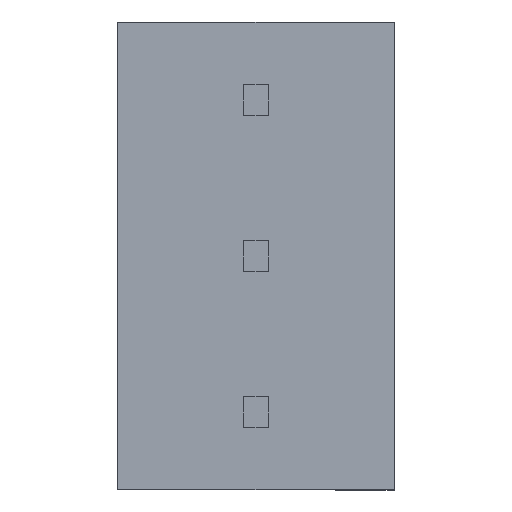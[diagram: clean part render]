
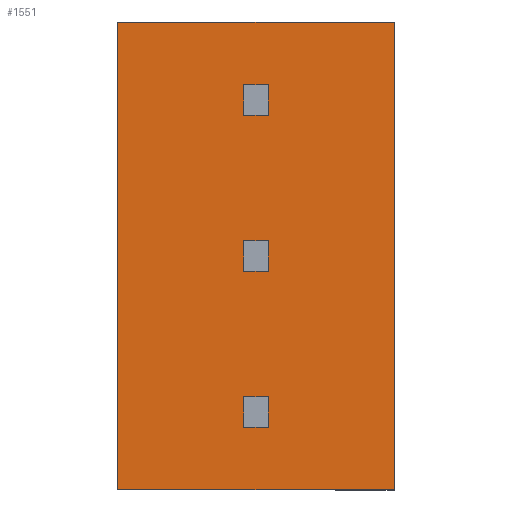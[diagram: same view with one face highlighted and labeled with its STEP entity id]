
A CAD part, front view. The second image highlights one B-rep face of the part: STEP entity #1551.
In plain terms, the highlighted planar face has unit normal (0, -1, 0).
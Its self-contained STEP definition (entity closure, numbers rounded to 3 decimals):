
#26 = CARTESIAN_POINT ( 'NONE',  ( 4.1, 0., -2.04 ) ) ;
#119 = ORIENTED_EDGE ( 'NONE', *, *, #242, .F. ) ;
#137 = VECTOR ( 'NONE', #2978, 1000. ) ;
#143 = DIRECTION ( 'NONE',  ( 1., 0., 0. ) ) ;
#158 = CARTESIAN_POINT ( 'NONE',  ( 9., 0., -15.24 ) ) ;
#170 = DIRECTION ( 'NONE',  ( 0., 0., -1. ) ) ;
#179 = VERTEX_POINT ( 'NONE', #1802 ) ;
#182 = ORIENTED_EDGE ( 'NONE', *, *, #970, .F. ) ;
#189 = CARTESIAN_POINT ( 'NONE',  ( 0., 0., -15.24 ) ) ;
#192 = EDGE_CURVE ( 'NONE', #1153, #2444, #1457, .T. ) ;
#210 = CARTESIAN_POINT ( 'NONE',  ( 4.1, 0., -12.2 ) ) ;
#214 = VECTOR ( 'NONE', #2862, 1000. ) ;
#222 = DIRECTION ( 'NONE',  ( 0., 0., -1. ) ) ;
#242 = EDGE_CURVE ( 'NONE', #937, #2608, #497, .T. ) ;
#243 = FACE_BOUND ( 'NONE', #778, .T. ) ;
#249 = VERTEX_POINT ( 'NONE', #189 ) ;
#304 = CARTESIAN_POINT ( 'NONE',  ( 4.1, 0., -12.2 ) ) ;
#309 = LINE ( 'NONE', #1660, #214 ) ;
#330 = EDGE_CURVE ( 'NONE', #2480, #179, #1232, .T. ) ;
#332 = CARTESIAN_POINT ( 'NONE',  ( 4.666, 0., 0. ) ) ;
#383 = CARTESIAN_POINT ( 'NONE',  ( 4.1, 0., -2.54 ) ) ;
#401 = VERTEX_POINT ( 'NONE', #210 ) ;
#456 = DIRECTION ( 'NONE',  ( 0., 0., 1. ) ) ;
#457 = DIRECTION ( 'NONE',  ( 1., 0., 0. ) ) ;
#471 = CARTESIAN_POINT ( 'NONE',  ( 4.1, 0., -2.04 ) ) ;
#497 = LINE ( 'NONE', #383, #898 ) ;
#529 = VECTOR ( 'NONE', #457, 1000. ) ;
#536 = LINE ( 'NONE', #3093, #768 ) ;
#555 = VECTOR ( 'NONE', #2191, 1000. ) ;
#609 = DIRECTION ( 'NONE',  ( -1., 0., 0. ) ) ;
#613 = LINE ( 'NONE', #471, #2819 ) ;
#644 = FACE_BOUND ( 'NONE', #2965, .T. ) ;
#706 = DIRECTION ( 'NONE',  ( -1., 0., 0. ) ) ;
#727 = ORIENTED_EDGE ( 'NONE', *, *, #1777, .F. ) ;
#768 = VECTOR ( 'NONE', #2110, 1000. ) ;
#769 = VERTEX_POINT ( 'NONE', #1577 ) ;
#774 = DIRECTION ( 'NONE',  ( 0., 0., -1. ) ) ;
#778 = EDGE_LOOP ( 'NONE', ( #2261, #2053, #1904, #119 ) ) ;
#790 = LINE ( 'NONE', #3109, #1653 ) ;
#814 = ORIENTED_EDGE ( 'NONE', *, *, #1190, .T. ) ;
#838 = CARTESIAN_POINT ( 'NONE',  ( 9., 0., 0. ) ) ;
#856 = VECTOR ( 'NONE', #2325, 1000. ) ;
#878 = DIRECTION ( 'NONE',  ( 0., 0., -1. ) ) ;
#898 = VECTOR ( 'NONE', #170, 1000. ) ;
#921 = CARTESIAN_POINT ( 'NONE',  ( 0., 0., 0. ) ) ;
#937 = VERTEX_POINT ( 'NONE', #26 ) ;
#970 = EDGE_CURVE ( 'NONE', #2540, #2218, #2130, .T. ) ;
#996 = PLANE ( 'NONE',  #2681 ) ;
#1017 = VERTEX_POINT ( 'NONE', #1987 ) ;
#1054 = ORIENTED_EDGE ( 'NONE', *, *, #1715, .F. ) ;
#1068 = CARTESIAN_POINT ( 'NONE',  ( 4.1, 0., -7.12 ) ) ;
#1153 = VERTEX_POINT ( 'NONE', #158 ) ;
#1190 = EDGE_CURVE ( 'NONE', #1017, #2218, #2882, .T. ) ;
#1221 = VERTEX_POINT ( 'NONE', #1353 ) ;
#1232 = LINE ( 'NONE', #1610, #529 ) ;
#1254 = EDGE_LOOP ( 'NONE', ( #727, #814, #182, #1054 ) ) ;
#1307 = VECTOR ( 'NONE', #1478, 1000. ) ;
#1315 = CARTESIAN_POINT ( 'NONE',  ( 4.9, 0., 0. ) ) ;
#1324 = VERTEX_POINT ( 'NONE', #3088 ) ;
#1328 = CARTESIAN_POINT ( 'NONE',  ( 9., 0., 0. ) ) ;
#1353 = CARTESIAN_POINT ( 'NONE',  ( 4.9, 0., -3.04 ) ) ;
#1391 = EDGE_CURVE ( 'NONE', #249, #2309, #1974, .T. ) ;
#1457 = LINE ( 'NONE', #1328, #856 ) ;
#1466 = LINE ( 'NONE', #2204, #2343 ) ;
#1478 = DIRECTION ( 'NONE',  ( 0., 0., -1. ) ) ;
#1491 = FACE_OUTER_BOUND ( 'NONE', #1892, .T. ) ;
#1551 = ADVANCED_FACE ( 'NONE', ( #1491, #243, #2719, #644 ), #996, .T. ) ;
#1577 = CARTESIAN_POINT ( 'NONE',  ( 4.1, 0., -7.12 ) ) ;
#1610 = CARTESIAN_POINT ( 'NONE',  ( 4.9, 0., -13.2 ) ) ;
#1653 = VECTOR ( 'NONE', #222, 1000. ) ;
#1660 = CARTESIAN_POINT ( 'NONE',  ( 0., 0., -15.24 ) ) ;
#1711 = CARTESIAN_POINT ( 'NONE',  ( 0., 0., 0. ) ) ;
#1715 = EDGE_CURVE ( 'NONE', #769, #2540, #1466, .T. ) ;
#1743 = ORIENTED_EDGE ( 'NONE', *, *, #1391, .F. ) ;
#1760 = ORIENTED_EDGE ( 'NONE', *, *, #2721, .T. ) ;
#1767 = DIRECTION ( 'NONE',  ( 0., 0., -1. ) ) ;
#1777 = EDGE_CURVE ( 'NONE', #1017, #769, #2388, .T. ) ;
#1802 = CARTESIAN_POINT ( 'NONE',  ( 4.9, 0., -13.2 ) ) ;
#1805 = CARTESIAN_POINT ( 'NONE',  ( 4.9, 0., -12.2 ) ) ;
#1809 = ORIENTED_EDGE ( 'NONE', *, *, #192, .T. ) ;
#1824 = CARTESIAN_POINT ( 'NONE',  ( 4.1, 0., -8.12 ) ) ;
#1873 = VECTOR ( 'NONE', #1767, 1000. ) ;
#1892 = EDGE_LOOP ( 'NONE', ( #2466, #1743, #2933, #1809 ) ) ;
#1902 = CARTESIAN_POINT ( 'NONE',  ( 4.9, 0., 0. ) ) ;
#1904 = ORIENTED_EDGE ( 'NONE', *, *, #1966, .F. ) ;
#1918 = LINE ( 'NONE', #3050, #2888 ) ;
#1928 = CARTESIAN_POINT ( 'NONE',  ( 4.9, 0., -8.12 ) ) ;
#1938 = DIRECTION ( 'NONE',  ( 0., 0., -1. ) ) ;
#1953 = LINE ( 'NONE', #304, #137 ) ;
#1956 = DIRECTION ( 'NONE',  ( 0., -1., 0. ) ) ;
#1966 = EDGE_CURVE ( 'NONE', #2608, #1221, #536, .T. ) ;
#1974 = LINE ( 'NONE', #2655, #2917 ) ;
#1987 = CARTESIAN_POINT ( 'NONE',  ( 4.9, 0., -7.12 ) ) ;
#2030 = ORIENTED_EDGE ( 'NONE', *, *, #2970, .F. ) ;
#2042 = CARTESIAN_POINT ( 'NONE',  ( 4.1, 0., -13.2 ) ) ;
#2053 = ORIENTED_EDGE ( 'NONE', *, *, #2376, .T. ) ;
#2078 = EDGE_CURVE ( 'NONE', #1324, #937, #613, .T. ) ;
#2110 = DIRECTION ( 'NONE',  ( 1., 0., 0. ) ) ;
#2130 = LINE ( 'NONE', #2727, #555 ) ;
#2165 = ORIENTED_EDGE ( 'NONE', *, *, #2256, .F. ) ;
#2180 = LINE ( 'NONE', #332, #2770 ) ;
#2191 = DIRECTION ( 'NONE',  ( 1., 0., 0. ) ) ;
#2204 = CARTESIAN_POINT ( 'NONE',  ( 4.1, 0., -7.62 ) ) ;
#2218 = VERTEX_POINT ( 'NONE', #1928 ) ;
#2256 = EDGE_CURVE ( 'NONE', #2900, #401, #1953, .T. ) ;
#2261 = ORIENTED_EDGE ( 'NONE', *, *, #2078, .F. ) ;
#2309 = VERTEX_POINT ( 'NONE', #921 ) ;
#2325 = DIRECTION ( 'NONE',  ( 0., 0., 1. ) ) ;
#2328 = EDGE_CURVE ( 'NONE', #249, #1153, #309, .T. ) ;
#2343 = VECTOR ( 'NONE', #774, 1000. ) ;
#2376 = EDGE_CURVE ( 'NONE', #1324, #1221, #790, .T. ) ;
#2388 = LINE ( 'NONE', #1068, #2825 ) ;
#2442 = EDGE_CURVE ( 'NONE', #2309, #2444, #2180, .T. ) ;
#2443 = ORIENTED_EDGE ( 'NONE', *, *, #330, .F. ) ;
#2444 = VERTEX_POINT ( 'NONE', #838 ) ;
#2466 = ORIENTED_EDGE ( 'NONE', *, *, #2442, .F. ) ;
#2480 = VERTEX_POINT ( 'NONE', #2042 ) ;
#2540 = VERTEX_POINT ( 'NONE', #1824 ) ;
#2608 = VERTEX_POINT ( 'NONE', #2723 ) ;
#2655 = CARTESIAN_POINT ( 'NONE',  ( 0., 0., 0. ) ) ;
#2681 = AXIS2_PLACEMENT_3D ( 'NONE', #1711, #1956, #1938 ) ;
#2719 = FACE_BOUND ( 'NONE', #1254, .T. ) ;
#2721 = EDGE_CURVE ( 'NONE', #2900, #179, #2925, .T. ) ;
#2723 = CARTESIAN_POINT ( 'NONE',  ( 4.1, 0., -3.04 ) ) ;
#2727 = CARTESIAN_POINT ( 'NONE',  ( 4.9, 0., -8.12 ) ) ;
#2770 = VECTOR ( 'NONE', #143, 1000. ) ;
#2819 = VECTOR ( 'NONE', #706, 1000. ) ;
#2825 = VECTOR ( 'NONE', #609, 1000. ) ;
#2862 = DIRECTION ( 'NONE',  ( 1., 0., 0. ) ) ;
#2882 = LINE ( 'NONE', #1315, #1873 ) ;
#2888 = VECTOR ( 'NONE', #878, 1000. ) ;
#2900 = VERTEX_POINT ( 'NONE', #1805 ) ;
#2917 = VECTOR ( 'NONE', #456, 1000. ) ;
#2925 = LINE ( 'NONE', #1902, #1307 ) ;
#2933 = ORIENTED_EDGE ( 'NONE', *, *, #2328, .T. ) ;
#2965 = EDGE_LOOP ( 'NONE', ( #2165, #1760, #2443, #2030 ) ) ;
#2970 = EDGE_CURVE ( 'NONE', #401, #2480, #1918, .T. ) ;
#2978 = DIRECTION ( 'NONE',  ( -1., 0., 0. ) ) ;
#3050 = CARTESIAN_POINT ( 'NONE',  ( 4.1, 0., -12.7 ) ) ;
#3088 = CARTESIAN_POINT ( 'NONE',  ( 4.9, 0., -2.04 ) ) ;
#3093 = CARTESIAN_POINT ( 'NONE',  ( 4.9, 0., -3.04 ) ) ;
#3109 = CARTESIAN_POINT ( 'NONE',  ( 4.9, 0., 0. ) ) ;
